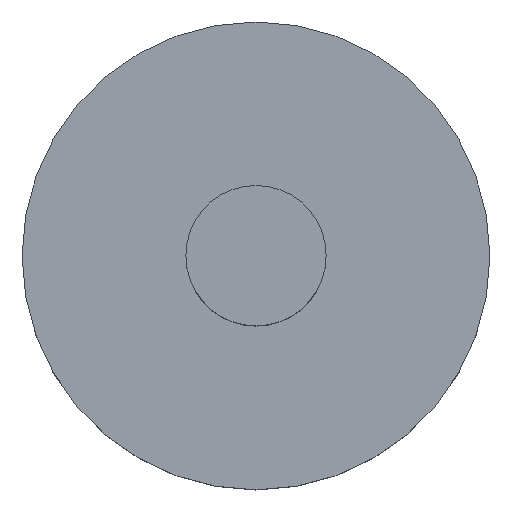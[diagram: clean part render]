
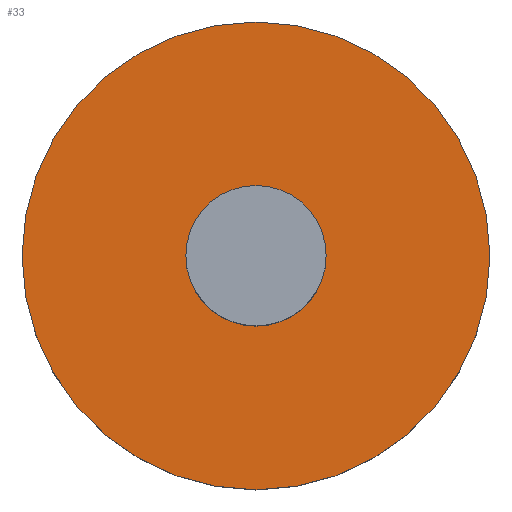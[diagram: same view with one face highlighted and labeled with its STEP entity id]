
A CAD part, top view. The second image highlights one B-rep face of the part: STEP entity #33.
In plain terms, the highlighted planar face has unit normal (0, 0, 1).
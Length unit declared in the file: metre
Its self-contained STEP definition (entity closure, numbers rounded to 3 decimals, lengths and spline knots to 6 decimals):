
#33 = ADVANCED_FACE( '', ( #63, #64 ), #65, .T. );
#63 = FACE_BOUND( '', #88, .T. );
#64 = FACE_OUTER_BOUND( '', #89, .T. );
#65 = PLANE( '', #90 );
#88 = EDGE_LOOP( '', ( #111 ) );
#89 = EDGE_LOOP( '', ( #112 ) );
#90 = AXIS2_PLACEMENT_3D( '', #113, #114, #115 );
#111 = ORIENTED_EDGE( '', *, *, #133, .F. );
#112 = ORIENTED_EDGE( '', *, *, #130, .T. );
#113 = CARTESIAN_POINT( '', ( 0., 0., 0.01 ) );
#114 = DIRECTION( '', ( 0., 0., 1. ) );
#115 = DIRECTION( '', ( 1., 0., 0. ) );
#130 = EDGE_CURVE( '', #140, #140, #141, .T. );
#133 = EDGE_CURVE( '', #145, #145, #146, .T. );
#140 = VERTEX_POINT( '', #153 );
#141 = CIRCLE( '', #154, 0.025 );
#145 = VERTEX_POINT( '', #158 );
#146 = CIRCLE( '', #159, 0.0075 );
#153 = CARTESIAN_POINT( '', ( 0.025, 0., 0.01 ) );
#154 = AXIS2_PLACEMENT_3D( '', #165, #166, #167 );
#158 = CARTESIAN_POINT( '', ( 0.0075, 0., 0.01 ) );
#159 = AXIS2_PLACEMENT_3D( '', #171, #172, #173 );
#165 = CARTESIAN_POINT( '', ( 0., 0., 0.01 ) );
#166 = DIRECTION( '', ( 0., 0., 1. ) );
#167 = DIRECTION( '', ( 1., 0., 0. ) );
#171 = CARTESIAN_POINT( '', ( 0., 0., 0.01 ) );
#172 = DIRECTION( '', ( 0., 0., 1. ) );
#173 = DIRECTION( '', ( 1., 0., 0. ) );
